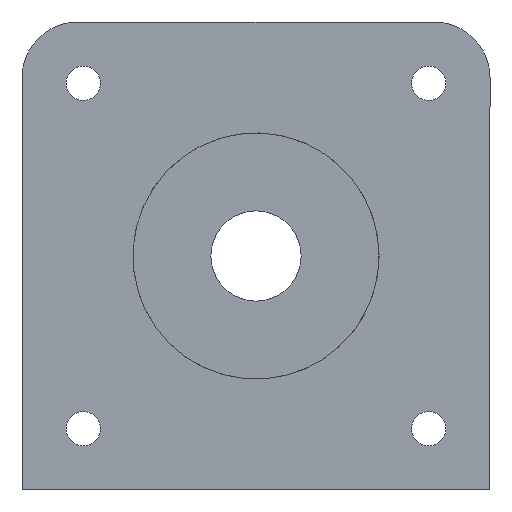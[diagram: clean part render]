
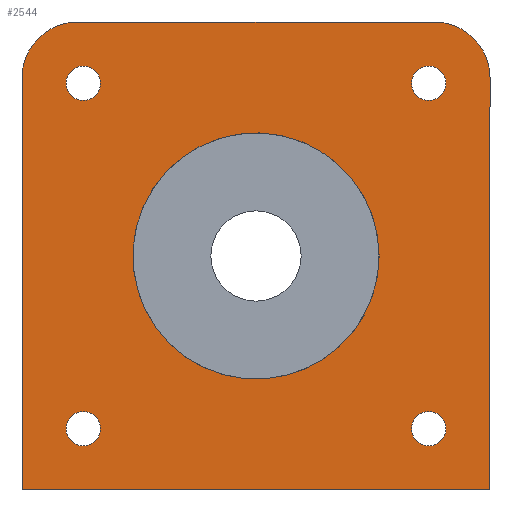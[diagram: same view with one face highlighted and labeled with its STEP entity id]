
A CAD part, front view. The second image highlights one B-rep face of the part: STEP entity #2544.
In plain terms, the highlighted planar face has unit normal (0, -1, 0).
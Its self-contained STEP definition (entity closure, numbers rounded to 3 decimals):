
#610=CARTESIAN_POINT('',(16.,0.0,42.0));
#611=VERTEX_POINT('',#610);
#618=CARTESIAN_POINT('',(21.,0.0,37.0));
#619=VERTEX_POINT('',#618);
#620=CARTESIAN_POINT('',(16.,0.0,37.0));
#621=DIRECTION('',(0.0,1.0,0.0));
#622=DIRECTION('',(0.707,0.0,0.707));
#623=AXIS2_PLACEMENT_3D('',#620,#621,#622);
#624=CIRCLE('',#623,5.);
#625=EDGE_CURVE('',#611,#619,#624,.T.);
#650=CARTESIAN_POINT('',(-16.,0.0,42.0));
#651=VERTEX_POINT('',#650);
#658=CARTESIAN_POINT('',(16.,0.0,42.0));
#659=DIRECTION('',(-1.0,0.0,0.0));
#660=VECTOR('',#659,32.);
#661=LINE('',#658,#660);
#662=EDGE_CURVE('',#611,#651,#661,.T.);
#789=CARTESIAN_POINT('',(-21.,0.0,37.0));
#790=VERTEX_POINT('',#789);
#797=CARTESIAN_POINT('',(-16.,0.0,37.0));
#798=DIRECTION('',(0.0,1.0,0.0));
#799=DIRECTION('',(-0.707,0.0,0.707));
#800=AXIS2_PLACEMENT_3D('',#797,#798,#799);
#801=CIRCLE('',#800,5.);
#802=EDGE_CURVE('',#790,#651,#801,.T.);
#2331=CARTESIAN_POINT('',(11.05,0.0,21.0));
#2332=VERTEX_POINT('',#2331);
#2333=CARTESIAN_POINT('',(0.0,0.0,21.0));
#2334=DIRECTION('',(0.0,1.0,0.0));
#2335=DIRECTION('',(-1.0,0.0,0.0));
#2336=AXIS2_PLACEMENT_3D('',#2333,#2334,#2335);
#2337=CIRCLE('',#2336,11.05);
#2338=EDGE_CURVE('',#2332,#2332,#2337,.T.);
#2352=CARTESIAN_POINT('',(-13.95,0.0,5.5));
#2353=VERTEX_POINT('',#2352);
#2354=CARTESIAN_POINT('',(-15.5,0.0,5.5));
#2355=DIRECTION('',(0.0,1.0,0.0));
#2356=DIRECTION('',(-1.0,0.0,0.0));
#2357=AXIS2_PLACEMENT_3D('',#2354,#2355,#2356);
#2358=CIRCLE('',#2357,1.55);
#2359=EDGE_CURVE('',#2353,#2353,#2358,.T.);
#2372=CARTESIAN_POINT('',(17.05,0.0,36.5));
#2373=VERTEX_POINT('',#2372);
#2374=CARTESIAN_POINT('',(15.5,0.0,36.5));
#2375=DIRECTION('',(0.0,1.0,0.0));
#2376=DIRECTION('',(-1.0,0.0,0.0));
#2377=AXIS2_PLACEMENT_3D('',#2374,#2375,#2376);
#2378=CIRCLE('',#2377,1.55);
#2379=EDGE_CURVE('',#2373,#2373,#2378,.T.);
#2392=CARTESIAN_POINT('',(-13.95,0.0,36.5));
#2393=VERTEX_POINT('',#2392);
#2394=CARTESIAN_POINT('',(-15.5,0.0,36.5));
#2395=DIRECTION('',(0.0,1.0,0.0));
#2396=DIRECTION('',(-1.0,0.0,0.0));
#2397=AXIS2_PLACEMENT_3D('',#2394,#2395,#2396);
#2398=CIRCLE('',#2397,1.55);
#2399=EDGE_CURVE('',#2393,#2393,#2398,.T.);
#2412=CARTESIAN_POINT('',(17.05,0.0,5.5));
#2413=VERTEX_POINT('',#2412);
#2414=CARTESIAN_POINT('',(15.5,0.0,5.5));
#2415=DIRECTION('',(0.0,1.0,0.0));
#2416=DIRECTION('',(-1.0,0.0,0.0));
#2417=AXIS2_PLACEMENT_3D('',#2414,#2415,#2416);
#2418=CIRCLE('',#2417,1.55);
#2419=EDGE_CURVE('',#2413,#2413,#2418,.T.);
#2434=CARTESIAN_POINT('',(-21.0,0.0,0.));
#2435=VERTEX_POINT('',#2434);
#2442=CARTESIAN_POINT('',(-21.,0.0,37.));
#2443=DIRECTION('',(0.0,0.0,-1.0));
#2444=VECTOR('',#2443,37.);
#2445=LINE('',#2442,#2444);
#2446=EDGE_CURVE('',#790,#2435,#2445,.T.);
#2459=CARTESIAN_POINT('',(21.0,0.0,0.));
#2460=VERTEX_POINT('',#2459);
#2467=CARTESIAN_POINT('',(-21.0,0.0,0.));
#2468=DIRECTION('',(1.0,0.0,0.0));
#2469=VECTOR('',#2468,42.0);
#2470=LINE('',#2467,#2469);
#2471=EDGE_CURVE('',#2435,#2460,#2470,.T.);
#2505=CARTESIAN_POINT('',(21.0,0.0,0.));
#2506=DIRECTION('',(0.0,0.0,1.0));
#2507=VECTOR('',#2506,37.0);
#2508=LINE('',#2505,#2507);
#2509=EDGE_CURVE('',#2460,#619,#2508,.T.);
#2516=CARTESIAN_POINT('',(0.0,0.0,21.));
#2517=DIRECTION('',(0.0,1.0,0.0));
#2518=DIRECTION('',(0.0,0.0,1.0));
#2519=AXIS2_PLACEMENT_3D('',#2516,#2517,#2518);
#2520=PLANE('',#2519);
#2521=ORIENTED_EDGE('',*,*,#625,.F.);
#2522=ORIENTED_EDGE('',*,*,#662,.T.);
#2523=ORIENTED_EDGE('',*,*,#802,.F.);
#2524=ORIENTED_EDGE('',*,*,#2446,.T.);
#2525=ORIENTED_EDGE('',*,*,#2471,.T.);
#2526=ORIENTED_EDGE('',*,*,#2509,.T.);
#2527=EDGE_LOOP('',(#2521,#2522,#2523,#2524,#2525,#2526));
#2528=FACE_OUTER_BOUND('',#2527,.T.);
#2529=ORIENTED_EDGE('',*,*,#2338,.T.);
#2530=EDGE_LOOP('',(#2529));
#2531=FACE_BOUND('',#2530,.T.);
#2532=ORIENTED_EDGE('',*,*,#2359,.T.);
#2533=EDGE_LOOP('',(#2532));
#2534=FACE_BOUND('',#2533,.T.);
#2535=ORIENTED_EDGE('',*,*,#2379,.T.);
#2536=EDGE_LOOP('',(#2535));
#2537=FACE_BOUND('',#2536,.T.);
#2538=ORIENTED_EDGE('',*,*,#2399,.T.);
#2539=EDGE_LOOP('',(#2538));
#2540=FACE_BOUND('',#2539,.T.);
#2541=ORIENTED_EDGE('',*,*,#2419,.T.);
#2542=EDGE_LOOP('',(#2541));
#2543=FACE_BOUND('',#2542,.T.);
#2544=ADVANCED_FACE('',(#2528,#2531,#2534,#2537,#2540,#2543),#2520,.F.);
